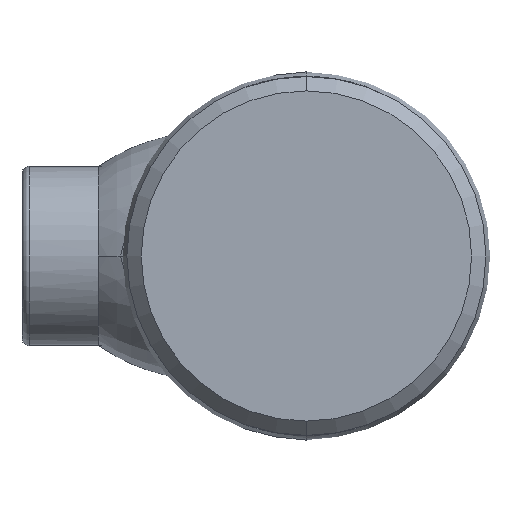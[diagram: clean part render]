
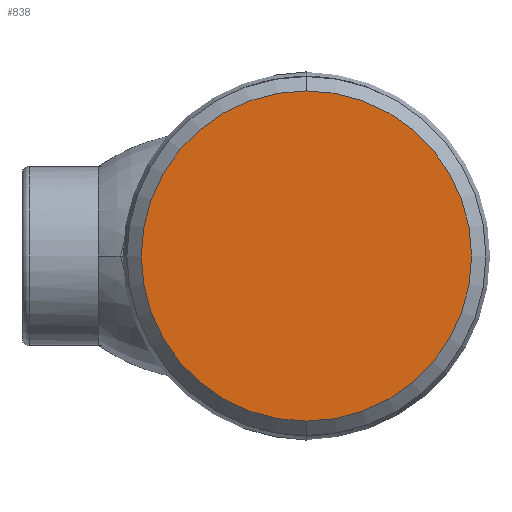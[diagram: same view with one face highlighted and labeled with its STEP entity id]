
A CAD part, left-side view. The second image highlights one B-rep face of the part: STEP entity #838.
In plain terms, the highlighted planar face has unit normal (-1, 0, 0).
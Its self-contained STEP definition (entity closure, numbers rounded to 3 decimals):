
#19 = FACE_OUTER_BOUND ( 'NONE', #694, .T. ) ;
#59 = VERTEX_POINT ( 'NONE', #1675 ) ;
#121 = AXIS2_PLACEMENT_3D ( 'NONE', #2243, #1111, #2427 ) ;
#273 = ORIENTED_EDGE ( 'NONE', *, *, #507, .T. ) ;
#480 = DIRECTION ( 'NONE',  ( 0., 0., -1. ) ) ;
#507 = EDGE_CURVE ( 'NONE', #1279, #59, #1940, .T. ) ;
#658 = CARTESIAN_POINT ( 'NONE',  ( 0., 0., 0. ) ) ;
#694 = EDGE_LOOP ( 'NONE', ( #273, #2351 ) ) ;
#838 = ADVANCED_FACE ( 'NONE', ( #19 ), #2360, .F. ) ;
#942 = DIRECTION ( 'NONE',  ( -1., 0., 0. ) ) ;
#1071 = CIRCLE ( 'NONE', #1095, 23. ) ;
#1095 = AXIS2_PLACEMENT_3D ( 'NONE', #2072, #942, #2254 ) ;
#1111 = DIRECTION ( 'NONE',  ( -1., 0., 0. ) ) ;
#1279 = VERTEX_POINT ( 'NONE', #2159 ) ;
#1621 = DIRECTION ( 'NONE',  ( 1., 0., 0. ) ) ;
#1675 = CARTESIAN_POINT ( 'NONE',  ( 0., 0., 23. ) ) ;
#1940 = CIRCLE ( 'NONE', #121, 23. ) ;
#1968 = EDGE_CURVE ( 'NONE', #59, #1279, #1071, .T. ) ;
#2072 = CARTESIAN_POINT ( 'NONE',  ( 0., 0., 0. ) ) ;
#2141 = AXIS2_PLACEMENT_3D ( 'NONE', #658, #1621, #480 ) ;
#2159 = CARTESIAN_POINT ( 'NONE',  ( 0., 0., -23. ) ) ;
#2243 = CARTESIAN_POINT ( 'NONE',  ( 0., 0., 0. ) ) ;
#2254 = DIRECTION ( 'NONE',  ( 0., 0., -1. ) ) ;
#2351 = ORIENTED_EDGE ( 'NONE', *, *, #1968, .T. ) ;
#2360 = PLANE ( 'NONE',  #2141 ) ;
#2427 = DIRECTION ( 'NONE',  ( 0., 0., -1. ) ) ;
